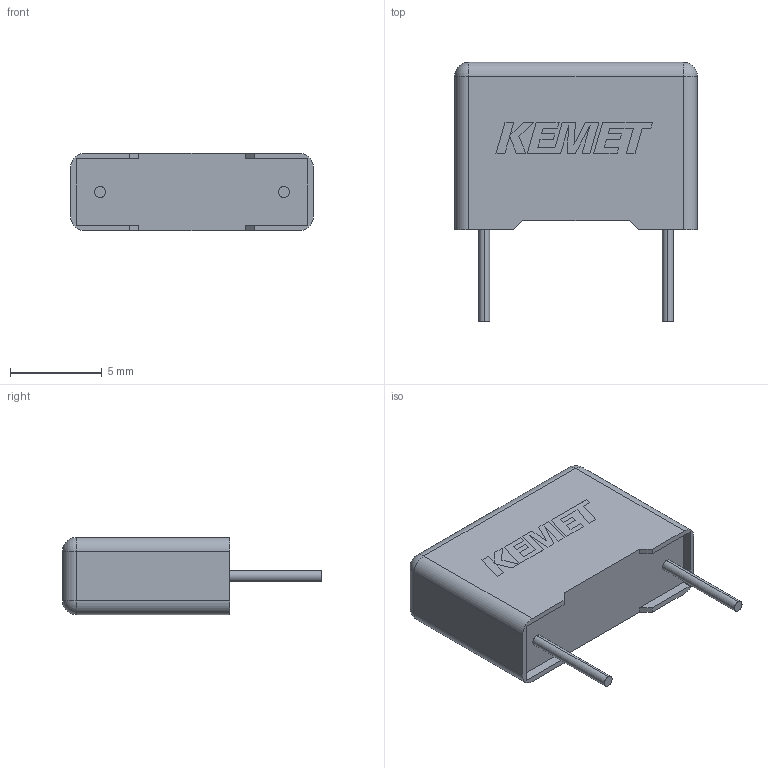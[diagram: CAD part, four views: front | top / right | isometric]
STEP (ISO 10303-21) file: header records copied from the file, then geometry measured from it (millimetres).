
FILE_DESCRIPTION(('STEP AP214'),'1');
FILE_NAME('75146.stp','2017-04-14T02:57:01',('TraceParts'),('TraceParts S.A.'),'Spatial InterOp 3D',' ',' ');
FILE_SCHEMA(('automotive_design'));
Length unit declared in the file: millimetre
Products named in the file (4): 75146_1; 75146_2; 75146_3; 75146_4
Bounding box: 13.2 x 14.1 x 4.2 mm (x, y, z)
Volume: 474.7 mm3; surface area: 445.4 mm2
Topology: 4 solids, 4 shells, 93 faces, 241 edges, 154 vertices
Faces by surface type: plane 77, cylinder 12, sphere 4
Entity records: 3597 total; most frequent: CARTESIAN_POINT 488, ORIENTED_EDGE 474, DIRECTION 455, EDGE_CURVE 237, LINE 213, VECTOR 213, VERTEX_POINT 154, AXIS2_PLACEMENT_3D 121
